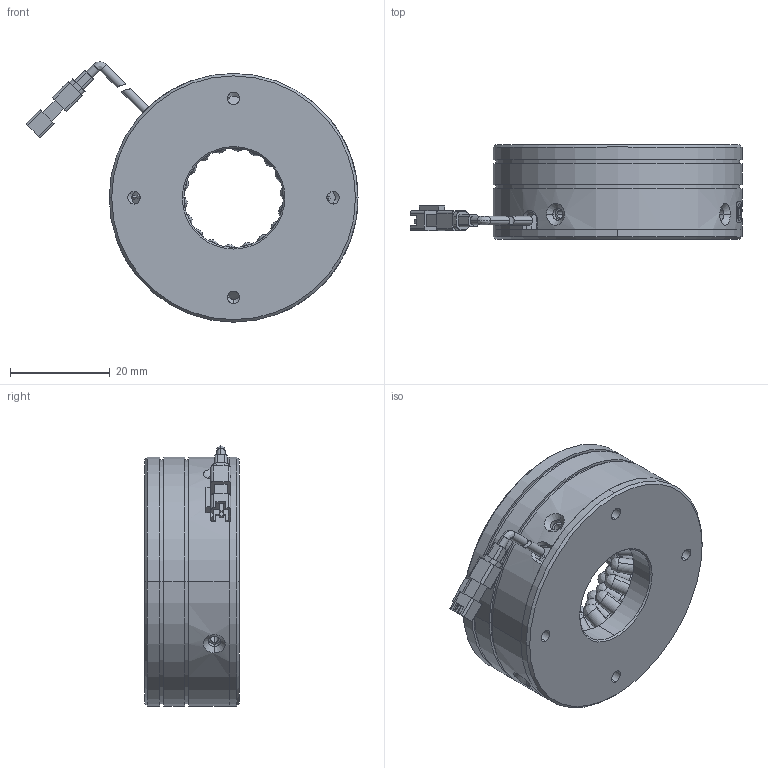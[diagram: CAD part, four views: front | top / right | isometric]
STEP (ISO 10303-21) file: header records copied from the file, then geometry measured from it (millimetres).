
FILE_DESCRIPTION (( 'STEP AP214' ), '1' );
FILE_NAME ('660011-G.STEP', '2019-03-24T06:11:45', ( 'user' ), ( '微软中国' ), 'SwSTEP 2.0', 'SolidWorks 2016', '' );
FILE_SCHEMA (( 'AUTOMOTIVE_DESIGN' ));
Length unit declared in the file: millimetre
Products named in the file (1): 660011-G
Bounding box: 66.72 x 19 x 52.32 mm (x, y, z)
Volume: 17435.9 mm3; surface area: 21874.6 mm2
Topology: 70 solids, 70 shells, 1331 faces, 3249 edges, 2142 vertices
Faces by surface type: plane 857, cylinder 361, bspline 70, cone 43
Entity records: 56440 total; most frequent: CARTESIAN_POINT 10049, DIRECTION 6277, ORIENTED_EDGE 6238, EDGE_CURVE 3119, VERTEX_POINT 2142, LINE 2109, VECTOR 2109, AXIS2_PLACEMENT_3D 2084
